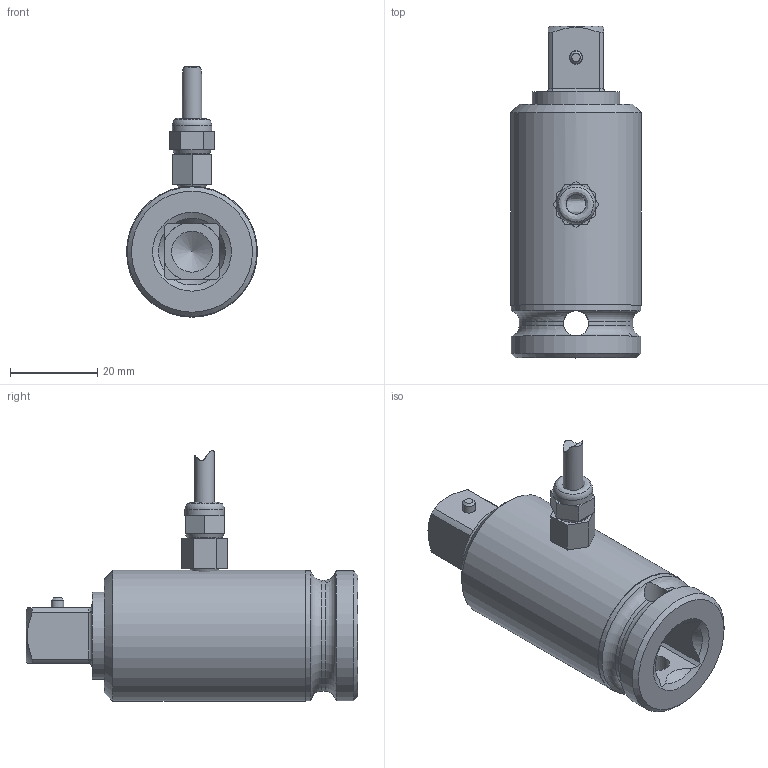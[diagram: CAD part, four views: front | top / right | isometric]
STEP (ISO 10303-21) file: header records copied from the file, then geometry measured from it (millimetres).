
FILE_DESCRIPTION( ( 'Unknown' ), '1' );
FILE_NAME( '1464-z01_doc-00039634.stp', 'Unknown', ( 'Unknown' ), ( 'Unknown' ), 'PSStep 17.0.49', 'Unknown', ' ' );
FILE_SCHEMA( ( 'AUTOMOTIVE_DESIGN { 1 0 10303 214 1 1 1 1 }' ) );
Length unit declared in the file: millimetre
Products named in the file (8): Assem1; 1464-001_doc-00039625; 1009-001_doc-00039441; 1009-009_doc-00008425; 1009-010_doc-00008429; kabeldurchmesser4,5_doc-00036217-oa0; GK-Druck-St-D-085B-0,5x3,5x6-oa1; skindicht-mini m6x1_doc-00036125
Assembly tree (7 placements, depth 2):
  Assem1
    1464-001_doc-00039625
    1009-001_doc-00039441
    1009-009_doc-00008425
    1009-010_doc-00008429
    kabeldurchmesser4,5_doc-00036217-oa0
    GK-Druck-St-D-085B-0,5x3,5x6-oa1
    skindicht-mini m6x1_doc-00036125
Bounding box: 30 x 76 x 57.35 mm (x, y, z)
Volume: 42259.4 mm3; surface area: 17291.6 mm2
Topology: 7 solids, 8 shells, 147 faces, 327 edges, 201 vertices
Faces by surface type: plane 65, cylinder 43, cone 23, torus 11, bspline 4, extrusion 1
Full cylindrical faces by diameter (mm): 1.25 x1, 2.9 x1, 3.1 x1, 3.4 x1, 3.5 x1, 3.65 x1, 4.5 x2, 4.917 x1, 5.8 x2, 8 x1, 9.026 x1, 20 x1, 20.5 x1, 21.6 x1, 24.4 x1, 25 x1, 29.7 x2, 30 x1
Entity records: 7061 total; most frequent: CARTESIAN_POINT 2771, DIRECTION 643, ORIENTED_EDGE 532, AXIS2_PLACEMENT_3D 271, EDGE_CURVE 266, EDGE_LOOP 208, VERTEX_POINT 185, FACE_OUTER_BOUND 175
